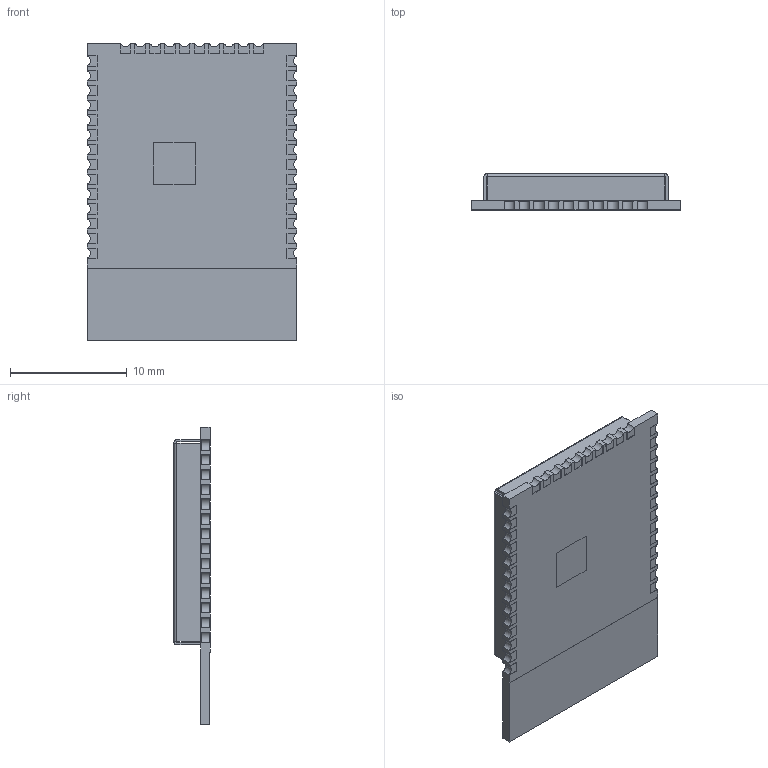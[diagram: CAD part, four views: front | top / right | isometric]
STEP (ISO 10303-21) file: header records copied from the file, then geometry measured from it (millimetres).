
FILE_DESCRIPTION (( 'STEP AP214' ), '1' );
FILE_NAME ('ESP32-WROOM-32D (4MB PS).STEP', '2021-07-16T09:32:26', ( '' ), ( '' ), 'SwSTEP 2.0', 'SolidWorks 2018', '' );
FILE_SCHEMA (( 'AUTOMOTIVE_DESIGN' ));
Length unit declared in the file: millimetre
Products named in the file (2): ESP32-WROOM-32D (4MB PS)
Bounding box: 18 x 3.1 x 25.5 mm (x, y, z)
Volume: 440 mm3; surface area: 1859.3 mm2
Topology: 3 solids, 3 shells, 433 faces, 1278 edges, 852 vertices
Faces by surface type: plane 385, cylinder 48
Entity records: 19062 total; most frequent: CARTESIAN_POINT 2565, ORIENTED_EDGE 2556, DIRECTION 2244, EDGE_CURVE 1278, LINE 1182, VECTOR 1182, VERTEX_POINT 852, AXIS2_PLACEMENT_3D 531
